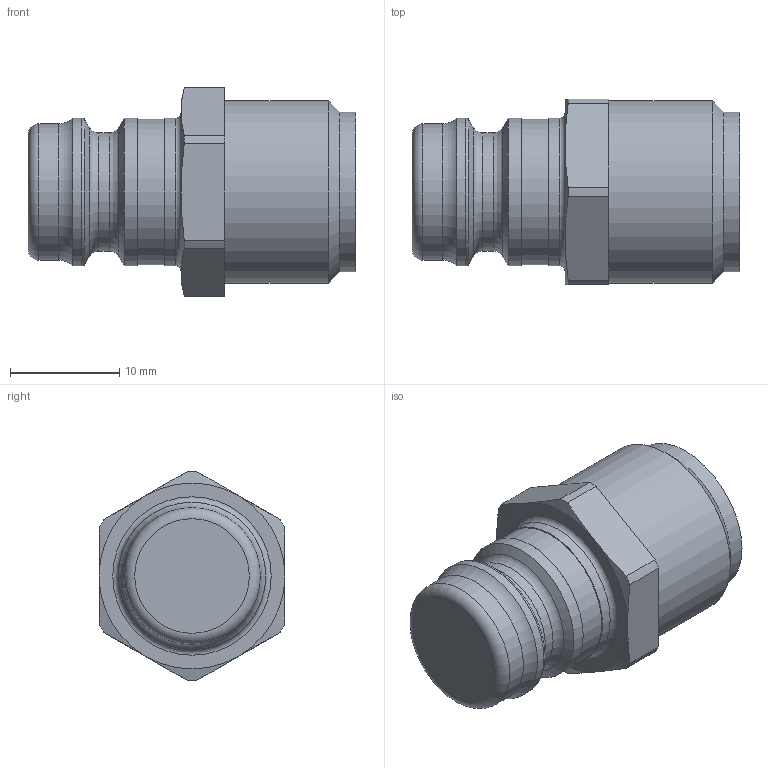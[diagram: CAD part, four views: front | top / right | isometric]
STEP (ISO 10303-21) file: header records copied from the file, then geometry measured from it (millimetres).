
FILE_DESCRIPTION((''),'2;1');
FILE_NAME('11sbaw17mvn.stp','2013-08-13T14:04:52',('IA176480'),(''),'Autodesk Inventor 2013','Autodesk Inventor 2013','');
FILE_SCHEMA(('AUTOMOTIVE_DESIGN { 1 0 10303 214 1 1 1 1 }'));
Length unit declared in the file: millimetre
Products named in the file (1): D107179
Bounding box: 30 x 17 x 19.15 mm (x, y, z)
Volume: 5273.6 mm3; surface area: 1885 mm2
Topology: 1 solids, 1 shells, 41 faces, 87 edges, 52 vertices
Faces by surface type: cylinder 14, plane 12, cone 9, torus 6
Full cylindrical faces by diameter (mm): 10.8 x1, 12.5 x1, 13.3 x1, 13.5 x3, 14.6 x1, 16.662 x1
Entity records: 1064 total; most frequent: CARTESIAN_POINT 186, DIRECTION 180, ORIENTED_EDGE 138, AXIS2_PLACEMENT_3D 81, EDGE_CURVE 69, EDGE_LOOP 62, VERTEX_POINT 51, STYLED_ITEM 42
